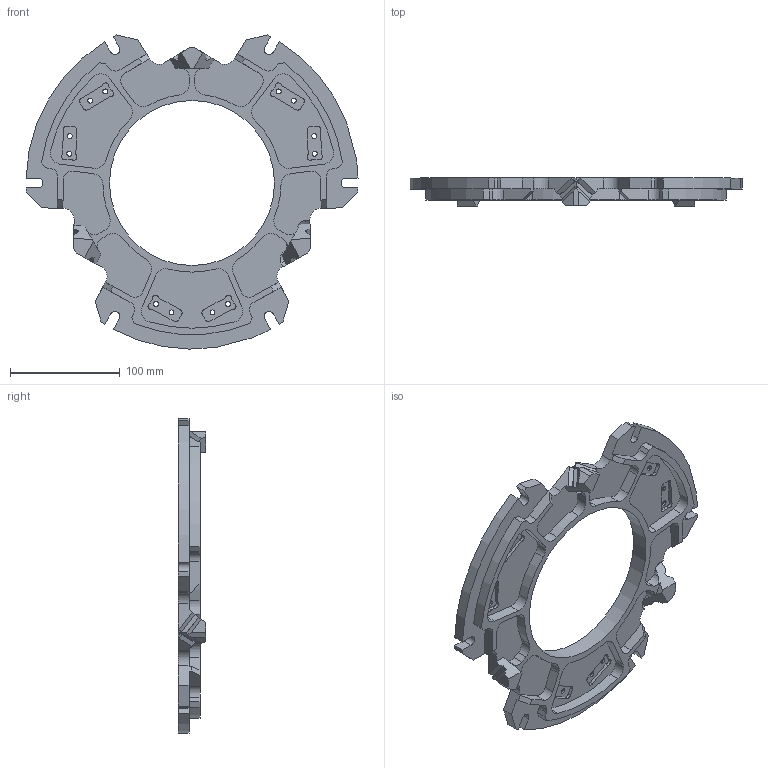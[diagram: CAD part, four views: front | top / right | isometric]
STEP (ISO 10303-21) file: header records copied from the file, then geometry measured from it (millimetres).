
FILE_DESCRIPTION (( 'STEP AP214' ), '1' );
FILE_NAME ('fixed_platform_bis.STEP', '2021-04-15T07:23:59', ( '' ), ( '' ), 'SwSTEP 2.0', 'SolidWorks 2020', '' );
FILE_SCHEMA (( 'AUTOMOTIVE_DESIGN' ));
Length unit declared in the file: millimetre
Products named in the file (1): fixed_platform_bis
Bounding box: 301.87 x 25.39 x 285.68 mm (x, y, z)
Volume: 483066.5 mm3; surface area: 134356.2 mm2
Topology: 1 solids, 1 shells, 349 faces, 968 edges, 642 vertices
Faces by surface type: plane 208, cylinder 136, cone 5
Full cylindrical faces by diameter (mm): 4.2 x1, 4.5 x12, 8 x12, 150 x1, 182 x1
Entity records: 11050 total; most frequent: CARTESIAN_POINT 2000, DIRECTION 1876, ORIENTED_EDGE 1840, EDGE_CURVE 920, VECTOR 640, LINE 640, VERTEX_POINT 624, AXIS2_PLACEMENT_3D 618
